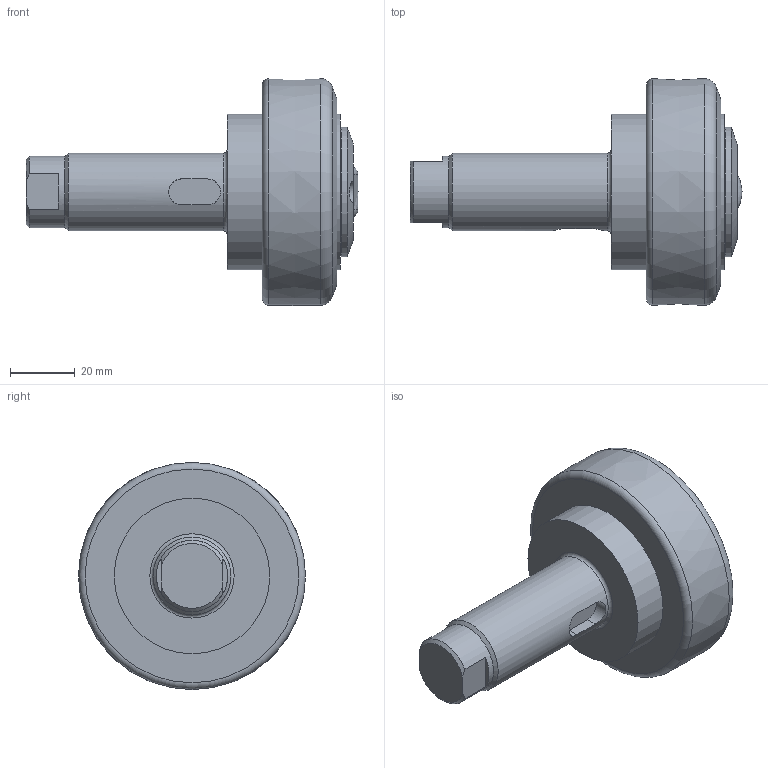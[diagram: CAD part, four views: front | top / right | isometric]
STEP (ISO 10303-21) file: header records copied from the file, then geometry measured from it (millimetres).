
FILE_DESCRIPTION(/* description */ ('-'),/* implementation_level */ '2;1');
FILE_NAME(/* name */ 'ALFATEC_TR 070-1300.stp',/* time_stamp */ '2021-01-27T09:47:55+01:00',/* author */ ('kstaebler'),/* organization */ (''),/* preprocessor_version */ 'ST-DEVELOPER v18.1',/* originating_system */ 'Autodesk Inventor 2020',/* authorisation */ '');
FILE_SCHEMA (('AUTOMOTIVE_DESIGN { 1 0 10303 214 3 1 1 }'));
Length unit declared in the file: millimetre
Products named in the file (1): ALFATEC_TR 070-1300
Bounding box: 102.4 x 70.02 x 70.06 mm (x, y, z)
Volume: 138210.9 mm3; surface area: 20666.4 mm2
Topology: 1 solids, 1 shells, 104 faces, 297 edges, 203 vertices
Faces by surface type: plane 45, cylinder 34, cone 12, torus 9, bspline 4
Full cylindrical faces by diameter (mm): 3 x2, 3.5 x2, 6 x2, 6.5 x2, 22 x1, 24 x1, 35.2 x1, 40 x1, 48 x2
Entity records: 3771 total; most frequent: CARTESIAN_POINT 935, ORIENTED_EDGE 594, DIRECTION 594, EDGE_CURVE 297, AXIS2_PLACEMENT_3D 230, VERTEX_POINT 203, LINE 134, VECTOR 134
